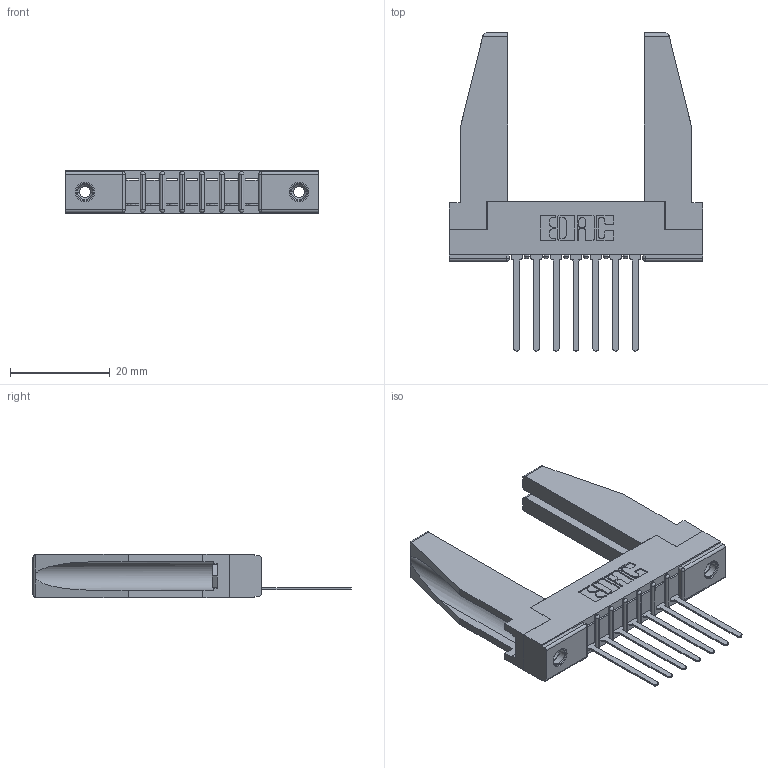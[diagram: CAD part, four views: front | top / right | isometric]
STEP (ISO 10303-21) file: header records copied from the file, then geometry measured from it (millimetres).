
FILE_DESCRIPTION (( 'STEP AP203' ), '1' );
FILE_NAME ('357-007-545-178.STEP', '2019-09-13T18:16:04', ( '' ), ( '' ), 'SwSTEP 2.0', 'SolidWorks 2016', '' );
FILE_SCHEMA (( 'CONFIG_CONTROL_DESIGN' ));
Length unit declared in the file: inch
Products named in the file (5): 307-290-001_545; 345-250-001_345-250-001-102; 307 Part_.156 Dia Mounting Holes; 307-220-078; 357-007-545-178
Assembly tree (12 placements, depth 2):
  357-007-545-178
    307 Part_.156 Dia Mounting Holes
    307-290-001_545  x7
    307-220-078  x2
    345-250-001_345-250-001-102  x2
Bounding box: 50.75 x 63.7 x 8.71 mm (x, y, z)
Volume: 7263.3 mm3; surface area: 8507.3 mm2
Topology: 12 solids, 12 shells, 648 faces, 1787 edges, 1150 vertices
Faces by surface type: plane 413, cylinder 203, sphere 16, cone 12, torus 4
Entity records: 12723 total; most frequent: CARTESIAN_POINT 2130, ORIENTED_EDGE 2072, DIRECTION 2048, EDGE_CURVE 1036, VECTOR 784, LINE 784, VERTEX_POINT 672, AXIS2_PLACEMENT_3D 632
